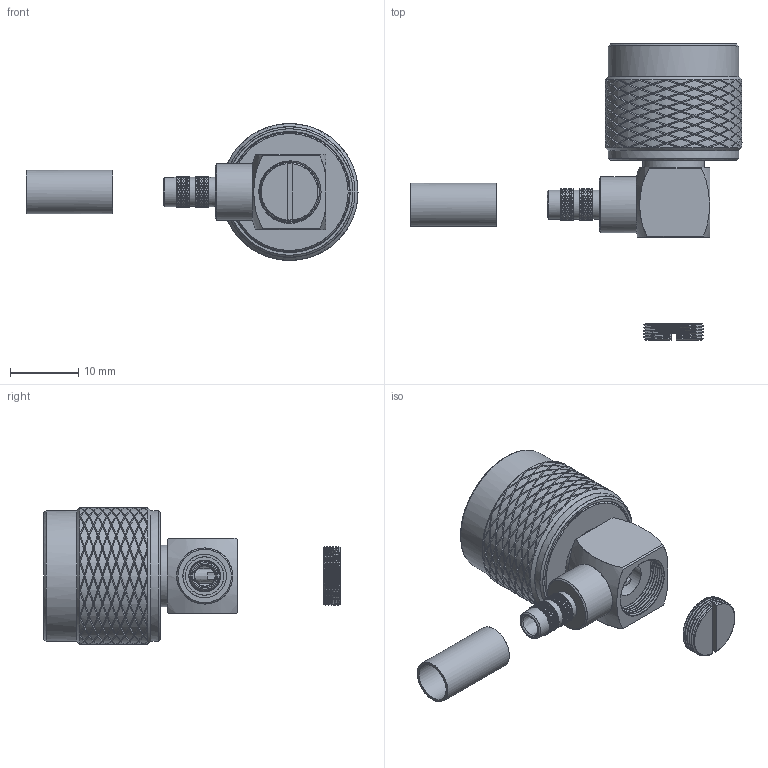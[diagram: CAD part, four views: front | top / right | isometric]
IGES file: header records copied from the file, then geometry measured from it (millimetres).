
Start section: C
Global section: file name: 60436022211121.igs; native system: By Siemens PLM Incorporated; preprocessor: XPlus GENERIC/IGES 24.0.124; author: Author; organization: Title; date: 20220412.110823; units: millimetre
Bounding box: 48.55 x 43.3 x 19.99 mm (x, y, z)
Surface area: 8071.3 mm2 (no closed solid volume)
Topology: 0 solids, 0 shells, 4808 faces, 30444 edges, 30443 vertices
Faces by surface type: bspline 4808
